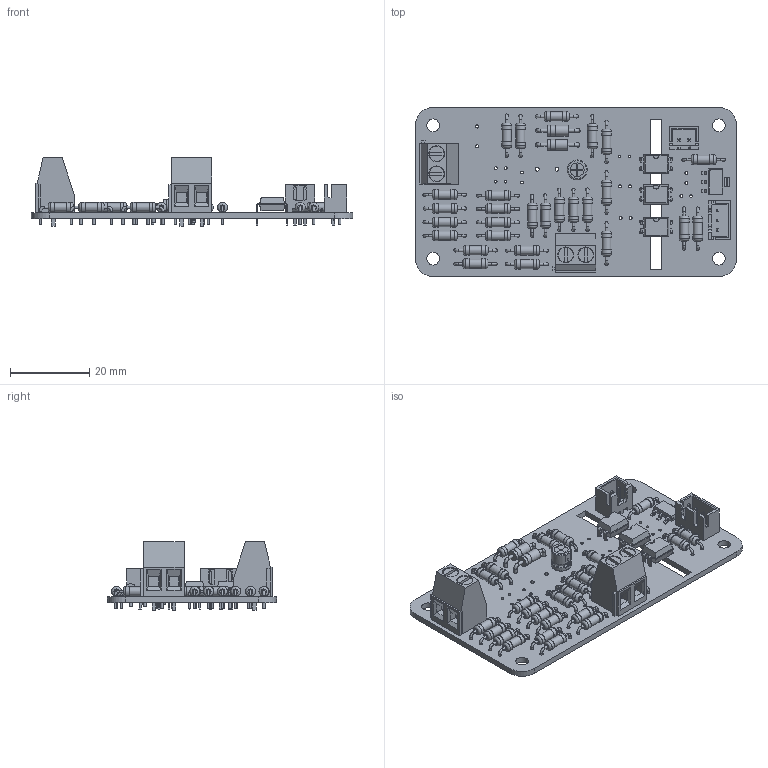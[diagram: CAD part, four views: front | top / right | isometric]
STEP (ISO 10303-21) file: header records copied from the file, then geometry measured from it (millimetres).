
FILE_DESCRIPTION(('KiCad electronic assembly'),'2;1');
FILE_NAME('Voltage_Measurement_KR.step','2026-02-06T14:58:15',('Pcbnew') ,('Kicad'),'Open CASCADE STEP processor 7.8','KiCad to STEP converter' ,'Unknown');
FILE_SCHEMA(('AUTOMOTIVE_DESIGN { 1 0 10303 214 1 1 1 1 }'));
Length unit declared in the file: millimetre
Products named in the file (10): Voltage_Measurement_KR 1; R_Axial_DIN0207_L6.3mm_D2.5mm_P10.16mm_Horizontal; JST_XH_B2B-XH-A_1x02_P2.50mm_Vertical; D_DO-41_SOD81_P10.16mm_Horizontal; DIP-4_W7.62mm; TerminalBlock_Phoenix_MKDS-1,5-2-5.08_1x02_P5.08mm_Horizontal; CP_Radial_D5.0mm_P2.50mm; SOT-223; JST_XH_B3B-XH-A_1x03_P2.50mm_Vertical; Voltage_Measurement_KR_PCB
Assembly tree (39 placements, depth 2):
  Voltage_Measurement_KR 1
    R_Axial_DIN0207_L6.3mm_D2.5mm_P10.16mm_Horizontal  x27
    JST_XH_B2B-XH-A_1x02_P2.50mm_Vertical
    D_DO-41_SOD81_P10.16mm_Horizontal  x2
    DIP-4_W7.62mm  x3
    TerminalBlock_Phoenix_MKDS-1,5-2-5.08_1x02_P5.08mm_Horizontal  x2
    CP_Radial_D5.0mm_P2.50mm
    SOT-223
    JST_XH_B3B-XH-A_1x03_P2.50mm_Vertical
    Voltage_Measurement_KR_PCB
Bounding box: 81.15 x 42.7 x 17.3 mm (x, y, z)
Volume: 8593.4 mm3; surface area: 14030.9 mm2
Topology: 39 solids, 40 shells, 1356 faces, 3061 edges, 1922 vertices
Faces by surface type: plane 775, cylinder 384, torus 114, bspline 78, revolution 5
Full cylindrical faces by diameter (mm): 0.5 x2, 0.6 x108, 0.7 x16, 0.8 x78, 0.95 x3, 1 x4, 1.1 x4, 1.3 x4, 2.25 x27, 2.5 x54, 2.7 x4, 2.72 x2, 3.2 x4, 3.8 x4, 4 x4
Entity records: 25355 total; most frequent: CARTESIAN_POINT 4602, ORIENTED_EDGE 3389, DIRECTION 3344, EDGE_CURVE 1695, LINE 1225, VECTOR 1225, VERTEX_POINT 1090, AXIS2_PLACEMENT_3D 1057
